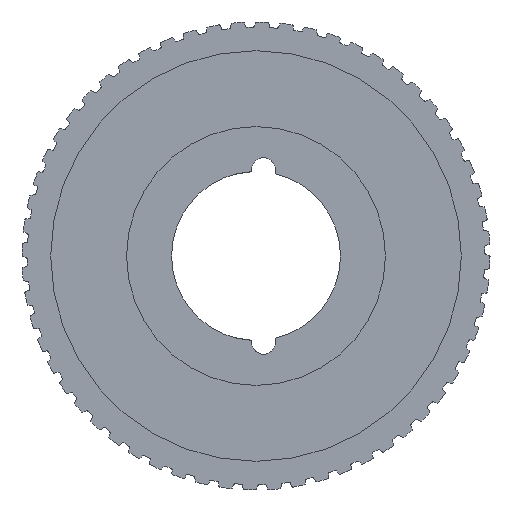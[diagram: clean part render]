
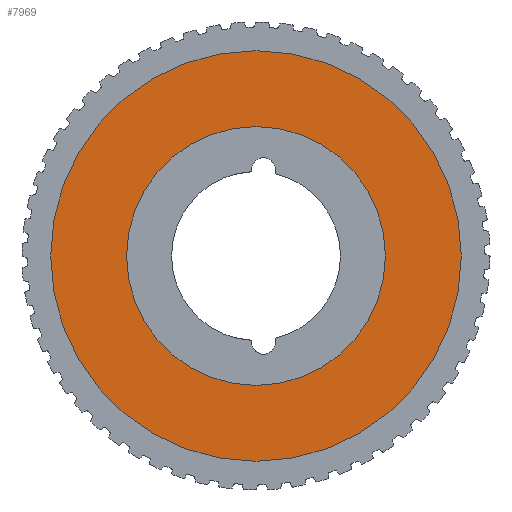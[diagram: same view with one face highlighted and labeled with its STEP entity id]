
A CAD part, left-side view. The second image highlights one B-rep face of the part: STEP entity #7969.
In plain terms, the highlighted planar face has unit normal (-1, 0, 0).
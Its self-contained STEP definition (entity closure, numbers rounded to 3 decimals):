
#467 = CARTESIAN_POINT ( 'NONE',  ( 10.725, 167.948, 172.244 ) ) ;
#1303 = EDGE_LOOP ( 'NONE', ( #11443, #1705 ) ) ;
#1507 = DIRECTION ( 'NONE',  ( 0., -1., 0. ) ) ;
#1705 = ORIENTED_EDGE ( 'NONE', *, *, #11055, .T. ) ;
#1949 = CARTESIAN_POINT ( 'NONE',  ( 10.725, 88.548, 122.206 ) ) ;
#2751 = AXIS2_PLACEMENT_3D ( 'NONE', #5167, #5056, #6575 ) ;
#3340 = VERTEX_POINT ( 'NONE', #1949 ) ;
#3877 = CARTESIAN_POINT ( 'NONE',  ( 10.725, 88.548, 172.244 ) ) ;
#4017 = FACE_OUTER_BOUND ( 'NONE', #1303, .T. ) ;
#4919 = FACE_BOUND ( 'NONE', #11968, .T. ) ;
#5056 = DIRECTION ( 'NONE',  ( -1., 0., 0. ) ) ;
#5133 = PLANE ( 'NONE',  #15272 ) ;
#5167 = CARTESIAN_POINT ( 'NONE',  ( 10.725, 88.548, 172.244 ) ) ;
#6575 = DIRECTION ( 'NONE',  ( 0., -1., 0. ) ) ;
#6787 = DIRECTION ( 'NONE',  ( 0., -1., 0. ) ) ;
#7453 = CARTESIAN_POINT ( 'NONE',  ( 10.725, 9.148, 172.244 ) ) ;
#7969 = ADVANCED_FACE ( 'NONE', ( #4919, #4017 ), #5133, .T. ) ;
#8140 = ORIENTED_EDGE ( 'NONE', *, *, #15786, .F. ) ;
#8261 = VERTEX_POINT ( 'NONE', #467 ) ;
#9447 = DIRECTION ( 'NONE',  ( -1., 0., 0. ) ) ;
#10063 = VERTEX_POINT ( 'NONE', #7453 ) ;
#10253 = CARTESIAN_POINT ( 'NONE',  ( 10.725, 88.548, 172.244 ) ) ;
#10791 = VERTEX_POINT ( 'NONE', #12371 ) ;
#10846 = EDGE_CURVE ( 'NONE', #10063, #8261, #14140, .T. ) ;
#10930 = DIRECTION ( 'NONE',  ( -1., 0., 0. ) ) ;
#11055 = EDGE_CURVE ( 'NONE', #8261, #10063, #14166, .T. ) ;
#11382 = EDGE_CURVE ( 'NONE', #3340, #10791, #13676, .T. ) ;
#11443 = ORIENTED_EDGE ( 'NONE', *, *, #10846, .T. ) ;
#11968 = EDGE_LOOP ( 'NONE', ( #8140, #12673 ) ) ;
#11989 = AXIS2_PLACEMENT_3D ( 'NONE', #15203, #9447, #12432 ) ;
#12371 = CARTESIAN_POINT ( 'NONE',  ( 10.725, 88.548, 222.282 ) ) ;
#12432 = DIRECTION ( 'NONE',  ( 0., -1., 0. ) ) ;
#12673 = ORIENTED_EDGE ( 'NONE', *, *, #11382, .F. ) ;
#13189 = DIRECTION ( 'NONE',  ( -1., 0., 0. ) ) ;
#13676 = CIRCLE ( 'NONE', #18110, 50.038 ) ;
#14140 = CIRCLE ( 'NONE', #11989, 79.4 ) ;
#14166 = CIRCLE ( 'NONE', #15193, 79.4 ) ;
#14898 = CIRCLE ( 'NONE', #2751, 50.038 ) ;
#15193 = AXIS2_PLACEMENT_3D ( 'NONE', #10253, #13189, #1507 ) ;
#15203 = CARTESIAN_POINT ( 'NONE',  ( 10.725, 88.548, 172.244 ) ) ;
#15272 = AXIS2_PLACEMENT_3D ( 'NONE', #15357, #10930, #18152 ) ;
#15357 = CARTESIAN_POINT ( 'NONE',  ( 10.725, 88.548, 172.244 ) ) ;
#15786 = EDGE_CURVE ( 'NONE', #10791, #3340, #14898, .T. ) ;
#16946 = DIRECTION ( 'NONE',  ( -1., 0., 0. ) ) ;
#18110 = AXIS2_PLACEMENT_3D ( 'NONE', #3877, #16946, #6787 ) ;
#18152 = DIRECTION ( 'NONE',  ( 0., -1., 0. ) ) ;
